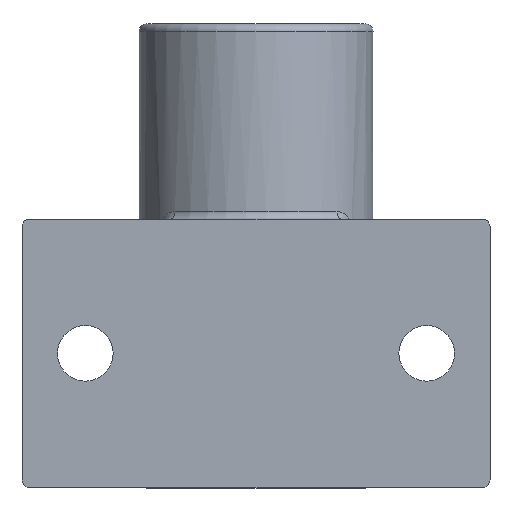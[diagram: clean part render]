
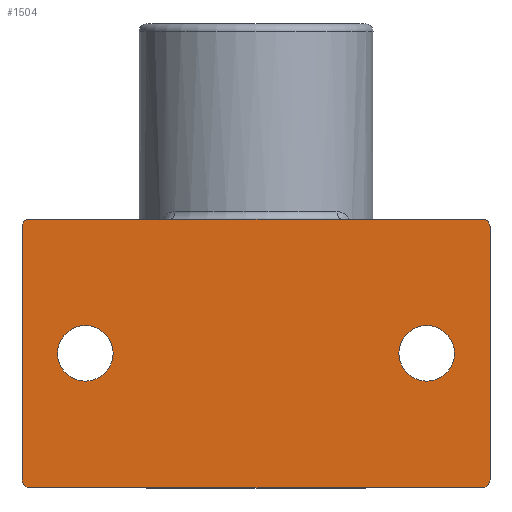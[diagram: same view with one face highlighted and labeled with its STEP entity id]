
A CAD part, top view. The second image highlights one B-rep face of the part: STEP entity #1504.
In plain terms, the highlighted planar face has unit normal (0, 0, 1).
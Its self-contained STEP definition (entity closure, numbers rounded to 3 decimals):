
#49 = VERTEX_POINT ( 'NONE', #1587 ) ;
#58 = ORIENTED_EDGE ( 'NONE', *, *, #4396, .T. ) ;
#63 = ORIENTED_EDGE ( 'NONE', *, *, #2700, .T. ) ;
#82 = AXIS2_PLACEMENT_3D ( 'NONE', #723, #2227, #1106 ) ;
#89 = CARTESIAN_POINT ( 'NONE',  ( 0., 0., 8. ) ) ;
#110 = VERTEX_POINT ( 'NONE', #4791 ) ;
#113 = ORIENTED_EDGE ( 'NONE', *, *, #1599, .T. ) ;
#175 = EDGE_CURVE ( 'NONE', #2365, #3140, #2121, .T. ) ;
#176 = CARTESIAN_POINT ( 'NONE',  ( -44.5, 0., 8. ) ) ;
#185 = CARTESIAN_POINT ( 'NONE',  ( -59., 33., 8. ) ) ;
#332 = VECTOR ( 'NONE', #371, 1000. ) ;
#347 = VECTOR ( 'NONE', #3160, 1000. ) ;
#356 = CIRCLE ( 'NONE', #493, 7.25 ) ;
#371 = DIRECTION ( 'NONE',  ( 0., -1., 0. ) ) ;
#398 = AXIS2_PLACEMENT_3D ( 'NONE', #1405, #4895, #3746 ) ;
#411 = VERTEX_POINT ( 'NONE', #2459 ) ;
#426 = DIRECTION ( 'NONE',  ( 1., 0., 0. ) ) ;
#475 = DIRECTION ( 'NONE',  ( 0., 0., 1. ) ) ;
#493 = AXIS2_PLACEMENT_3D ( 'NONE', #992, #4085, #2156 ) ;
#574 = CARTESIAN_POINT ( 'NONE',  ( -59., -35., 8. ) ) ;
#723 = CARTESIAN_POINT ( 'NONE',  ( 59., -33., 8. ) ) ;
#784 = VERTEX_POINT ( 'NONE', #1491 ) ;
#807 = CARTESIAN_POINT ( 'NONE',  ( 61., -33., 8. ) ) ;
#863 = ORIENTED_EDGE ( 'NONE', *, *, #1126, .T. ) ;
#874 = VERTEX_POINT ( 'NONE', #807 ) ;
#877 = DIRECTION ( 'NONE',  ( 1., 0., 0. ) ) ;
#935 = DIRECTION ( 'NONE',  ( 1., 0., 0. ) ) ;
#956 = FACE_BOUND ( 'NONE', #3643, .T. ) ;
#992 = CARTESIAN_POINT ( 'NONE',  ( 44.5, 0., 8. ) ) ;
#1042 = DIRECTION ( 'NONE',  ( 1., 0., 0. ) ) ;
#1055 = CARTESIAN_POINT ( 'NONE',  ( 59., 33., 8. ) ) ;
#1072 = LINE ( 'NONE', #3489, #2760 ) ;
#1106 = DIRECTION ( 'NONE',  ( 1., 0., 0. ) ) ;
#1126 = EDGE_CURVE ( 'NONE', #411, #784, #4442, .T. ) ;
#1150 = AXIS2_PLACEMENT_3D ( 'NONE', #1055, #4843, #1042 ) ;
#1193 = DIRECTION ( 'NONE',  ( -1., 0., 0. ) ) ;
#1325 = DIRECTION ( 'NONE',  ( 1., 0., 0. ) ) ;
#1405 = CARTESIAN_POINT ( 'NONE',  ( -59., -33., 8. ) ) ;
#1448 = ORIENTED_EDGE ( 'NONE', *, *, #3882, .F. ) ;
#1491 = CARTESIAN_POINT ( 'NONE',  ( 59., 35., 8. ) ) ;
#1504 = ADVANCED_FACE ( 'NONE', ( #2401, #1880, #956 ), #3169, .T. ) ;
#1553 = CARTESIAN_POINT ( 'NONE',  ( 61., 35., 8. ) ) ;
#1587 = CARTESIAN_POINT ( 'NONE',  ( -59., 35., 8. ) ) ;
#1599 = EDGE_CURVE ( 'NONE', #49, #2683, #2453, .T. ) ;
#1758 = LINE ( 'NONE', #1553, #347 ) ;
#1880 = FACE_OUTER_BOUND ( 'NONE', #4345, .T. ) ;
#1952 = CARTESIAN_POINT ( 'NONE',  ( -61., 35., 8. ) ) ;
#2006 = ORIENTED_EDGE ( 'NONE', *, *, #175, .T. ) ;
#2121 = LINE ( 'NONE', #4286, #3090 ) ;
#2143 = ORIENTED_EDGE ( 'NONE', *, *, #3267, .T. ) ;
#2156 = DIRECTION ( 'NONE',  ( 1., 0., 0. ) ) ;
#2195 = VERTEX_POINT ( 'NONE', #3868 ) ;
#2227 = DIRECTION ( 'NONE',  ( 0., 0., 1. ) ) ;
#2352 = ORIENTED_EDGE ( 'NONE', *, *, #4239, .T. ) ;
#2354 = EDGE_CURVE ( 'NONE', #3140, #874, #2565, .T. ) ;
#2365 = VERTEX_POINT ( 'NONE', #574 ) ;
#2401 = FACE_BOUND ( 'NONE', #3793, .T. ) ;
#2433 = AXIS2_PLACEMENT_3D ( 'NONE', #185, #3589, #1325 ) ;
#2453 = CIRCLE ( 'NONE', #2433, 2. ) ;
#2459 = CARTESIAN_POINT ( 'NONE',  ( 61., 33., 8. ) ) ;
#2565 = CIRCLE ( 'NONE', #82, 2. ) ;
#2683 = VERTEX_POINT ( 'NONE', #2703 ) ;
#2700 = EDGE_CURVE ( 'NONE', #784, #49, #1072, .T. ) ;
#2703 = CARTESIAN_POINT ( 'NONE',  ( -61., 33., 8. ) ) ;
#2760 = VECTOR ( 'NONE', #1193, 1000. ) ;
#2859 = DIRECTION ( 'NONE',  ( 0., 0., 1. ) ) ;
#3090 = VECTOR ( 'NONE', #426, 1000. ) ;
#3140 = VERTEX_POINT ( 'NONE', #4758 ) ;
#3160 = DIRECTION ( 'NONE',  ( 0., 1., 0. ) ) ;
#3169 = PLANE ( 'NONE',  #3301 ) ;
#3240 = ORIENTED_EDGE ( 'NONE', *, *, #2354, .T. ) ;
#3267 = EDGE_CURVE ( 'NONE', #2683, #2195, #3699, .T. ) ;
#3301 = AXIS2_PLACEMENT_3D ( 'NONE', #89, #475, #877 ) ;
#3487 = ORIENTED_EDGE ( 'NONE', *, *, #4457, .F. ) ;
#3489 = CARTESIAN_POINT ( 'NONE',  ( -61., 35., 8. ) ) ;
#3589 = DIRECTION ( 'NONE',  ( 0., 0., 1. ) ) ;
#3643 = EDGE_LOOP ( 'NONE', ( #1448 ) ) ;
#3699 = LINE ( 'NONE', #1952, #332 ) ;
#3746 = DIRECTION ( 'NONE',  ( 1., 0., 0. ) ) ;
#3793 = EDGE_LOOP ( 'NONE', ( #3487 ) ) ;
#3868 = CARTESIAN_POINT ( 'NONE',  ( -61., -33., 8. ) ) ;
#3882 = EDGE_CURVE ( 'NONE', #4863, #4863, #356, .T. ) ;
#3997 = CARTESIAN_POINT ( 'NONE',  ( 51.75, 0., 8. ) ) ;
#4085 = DIRECTION ( 'NONE',  ( 0., 0., 1. ) ) ;
#4239 = EDGE_CURVE ( 'NONE', #2195, #2365, #4745, .T. ) ;
#4286 = CARTESIAN_POINT ( 'NONE',  ( -61., -35., 8. ) ) ;
#4345 = EDGE_LOOP ( 'NONE', ( #2006, #3240, #58, #863, #63, #113, #2143, #2352 ) ) ;
#4396 = EDGE_CURVE ( 'NONE', #874, #411, #1758, .T. ) ;
#4442 = CIRCLE ( 'NONE', #1150, 2. ) ;
#4457 = EDGE_CURVE ( 'NONE', #110, #110, #4636, .T. ) ;
#4636 = CIRCLE ( 'NONE', #4658, 7.25 ) ;
#4658 = AXIS2_PLACEMENT_3D ( 'NONE', #176, #2859, #935 ) ;
#4745 = CIRCLE ( 'NONE', #398, 2. ) ;
#4758 = CARTESIAN_POINT ( 'NONE',  ( 59., -35., 8. ) ) ;
#4791 = CARTESIAN_POINT ( 'NONE',  ( -37.25, 0., 8. ) ) ;
#4843 = DIRECTION ( 'NONE',  ( 0., 0., 1. ) ) ;
#4863 = VERTEX_POINT ( 'NONE', #3997 ) ;
#4895 = DIRECTION ( 'NONE',  ( 0., 0., 1. ) ) ;
